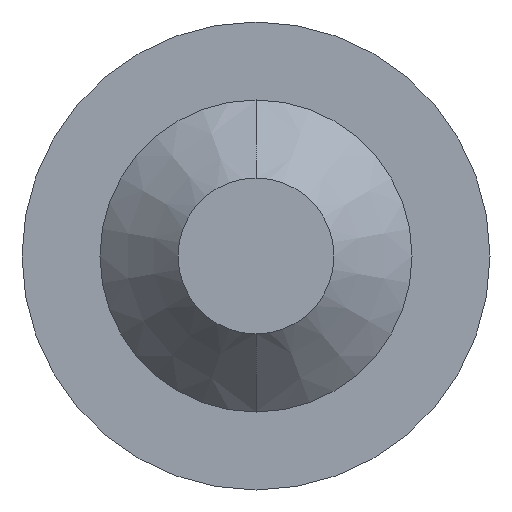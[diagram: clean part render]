
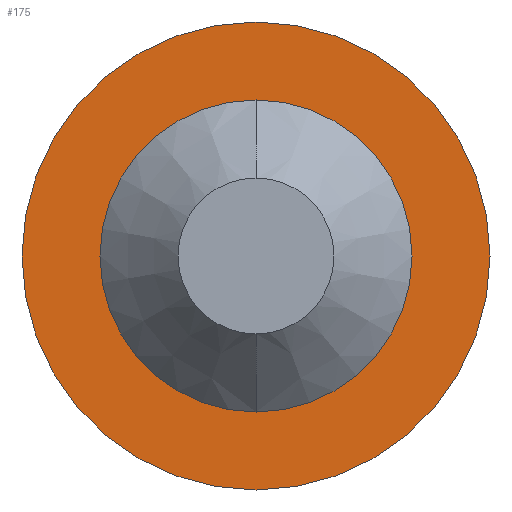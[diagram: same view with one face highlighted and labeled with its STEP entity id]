
A CAD part, front view. The second image highlights one B-rep face of the part: STEP entity #175.
In plain terms, the highlighted planar face has unit normal (0, -1, 0).
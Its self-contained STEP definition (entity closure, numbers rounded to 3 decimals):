
#9 = CARTESIAN_POINT ( 'NONE',  ( 0., 0., 0. ) ) ;
#13 = CIRCLE ( 'NONE', #70, 1. ) ;
#18 = FACE_BOUND ( 'NONE', #63, .T. ) ;
#49 = EDGE_CURVE ( 'NONE', #268, #452, #162, .T. ) ;
#63 = EDGE_LOOP ( 'NONE', ( #153, #495 ) ) ;
#70 = AXIS2_PLACEMENT_3D ( 'NONE', #9, #192, #73 ) ;
#73 = DIRECTION ( 'NONE',  ( 0., 0., 1. ) ) ;
#75 = DIRECTION ( 'NONE',  ( 0., 0., -1. ) ) ;
#153 = ORIENTED_EDGE ( 'NONE', *, *, #228, .T. ) ;
#162 = CIRCLE ( 'NONE', #266, 1.5 ) ;
#175 = ADVANCED_FACE ( 'NONE', ( #18, #359 ), #338, .T. ) ;
#180 = CARTESIAN_POINT ( 'NONE',  ( 0., 0., 0. ) ) ;
#192 = DIRECTION ( 'NONE',  ( 0., 1., 0. ) ) ;
#204 = DIRECTION ( 'NONE',  ( 0., -1., 0. ) ) ;
#206 = DIRECTION ( 'NONE',  ( 0., 0., -1. ) ) ;
#215 = DIRECTION ( 'NONE',  ( 0., 0., -1. ) ) ;
#228 = EDGE_CURVE ( 'NONE', #651, #248, #650, .T. ) ;
#232 = ORIENTED_EDGE ( 'NONE', *, *, #49, .T. ) ;
#248 = VERTEX_POINT ( 'NONE', #482 ) ;
#249 = AXIS2_PLACEMENT_3D ( 'NONE', #643, #295, #215 ) ;
#266 = AXIS2_PLACEMENT_3D ( 'NONE', #555, #204, #206 ) ;
#268 = VERTEX_POINT ( 'NONE', #480 ) ;
#295 = DIRECTION ( 'NONE',  ( 0., -1., 0. ) ) ;
#338 = PLANE ( 'NONE',  #249 ) ;
#359 = FACE_OUTER_BOUND ( 'NONE', #700, .T. ) ;
#362 = DIRECTION ( 'NONE',  ( 0., 0., 1. ) ) ;
#370 = ORIENTED_EDGE ( 'NONE', *, *, #381, .T. ) ;
#381 = EDGE_CURVE ( 'NONE', #452, #268, #493, .T. ) ;
#387 = AXIS2_PLACEMENT_3D ( 'NONE', #721, #429, #75 ) ;
#429 = DIRECTION ( 'NONE',  ( 0., -1., 0. ) ) ;
#431 = EDGE_CURVE ( 'NONE', #248, #651, #13, .T. ) ;
#452 = VERTEX_POINT ( 'NONE', #671 ) ;
#480 = CARTESIAN_POINT ( 'NONE',  ( 0., 0., 1.5 ) ) ;
#482 = CARTESIAN_POINT ( 'NONE',  ( 0., 0., -1. ) ) ;
#493 = CIRCLE ( 'NONE', #387, 1.5 ) ;
#495 = ORIENTED_EDGE ( 'NONE', *, *, #431, .T. ) ;
#555 = CARTESIAN_POINT ( 'NONE',  ( 0., 0., 0. ) ) ;
#635 = CARTESIAN_POINT ( 'NONE',  ( 0., 0., 1. ) ) ;
#636 = AXIS2_PLACEMENT_3D ( 'NONE', #180, #711, #362 ) ;
#643 = CARTESIAN_POINT ( 'NONE',  ( 0., 0., 0. ) ) ;
#650 = CIRCLE ( 'NONE', #636, 1. ) ;
#651 = VERTEX_POINT ( 'NONE', #635 ) ;
#671 = CARTESIAN_POINT ( 'NONE',  ( 0., 0., -1.5 ) ) ;
#700 = EDGE_LOOP ( 'NONE', ( #370, #232 ) ) ;
#711 = DIRECTION ( 'NONE',  ( 0., 1., 0. ) ) ;
#721 = CARTESIAN_POINT ( 'NONE',  ( 0., 0., 0. ) ) ;
